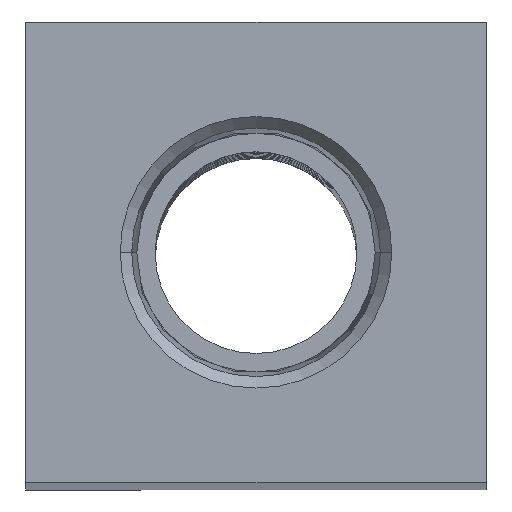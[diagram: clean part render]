
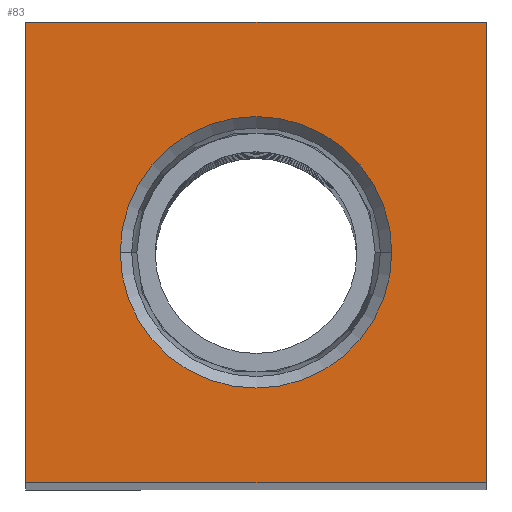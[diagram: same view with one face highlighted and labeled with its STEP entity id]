
A CAD part, top view. The second image highlights one B-rep face of the part: STEP entity #83.
In plain terms, the highlighted planar face has unit normal (0, 0, 1).
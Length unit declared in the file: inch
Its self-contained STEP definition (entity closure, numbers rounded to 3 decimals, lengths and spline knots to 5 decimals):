
#13 = DIRECTION ( 'NONE',  ( 0., -1., 0. ) ) ;
#19 = CARTESIAN_POINT ( 'NONE',  ( -0.5, -0.5, 4.625 ) ) ;
#83 = ADVANCED_FACE ( 'NONE', ( #381, #1979 ), #743, .T. ) ;
#189 = EDGE_CURVE ( 'NONE', #1815, #2517, #2266, .T. ) ;
#234 = DIRECTION ( 'NONE',  ( -1., 0., 0. ) ) ;
#264 = CARTESIAN_POINT ( 'NONE',  ( 0.5, 0.5, 4.625 ) ) ;
#381 = FACE_BOUND ( 'NONE', #773, .T. ) ;
#550 = EDGE_LOOP ( 'NONE', ( #1271, #1052, #1301, #1022 ) ) ;
#552 = VECTOR ( 'NONE', #234, 39.37008 ) ;
#567 = DIRECTION ( 'NONE',  ( 1., 0., 0. ) ) ;
#571 = EDGE_CURVE ( 'NONE', #1120, #754, #2236, .T. ) ;
#596 = CARTESIAN_POINT ( 'NONE',  ( 0.5, -0.5, 4.625 ) ) ;
#718 = VECTOR ( 'NONE', #13, 39.37008 ) ;
#730 = DIRECTION ( 'NONE',  ( 1., 0., 0. ) ) ;
#743 = PLANE ( 'NONE',  #2459 ) ;
#754 = VERTEX_POINT ( 'NONE', #1436 ) ;
#755 = CARTESIAN_POINT ( 'NONE',  ( 0., 0., 4.625 ) ) ;
#773 = EDGE_LOOP ( 'NONE', ( #1313, #1825 ) ) ;
#782 = DIRECTION ( 'NONE',  ( 0., 0., 1. ) ) ;
#822 = LINE ( 'NONE', #1657, #1911 ) ;
#858 = DIRECTION ( 'NONE',  ( 1., 0., 0. ) ) ;
#883 = DIRECTION ( 'NONE',  ( 0., 0., 1. ) ) ;
#1022 = ORIENTED_EDGE ( 'NONE', *, *, #189, .T. ) ;
#1052 = ORIENTED_EDGE ( 'NONE', *, *, #571, .T. ) ;
#1096 = CARTESIAN_POINT ( 'NONE',  ( -0.5, 0.5, 4.625 ) ) ;
#1110 = CARTESIAN_POINT ( 'NONE',  ( 0., 0., 4.625 ) ) ;
#1120 = VERTEX_POINT ( 'NONE', #2144 ) ;
#1198 = VERTEX_POINT ( 'NONE', #1899 ) ;
#1271 = ORIENTED_EDGE ( 'NONE', *, *, #1655, .T. ) ;
#1284 = EDGE_CURVE ( 'NONE', #754, #1815, #822, .T. ) ;
#1301 = ORIENTED_EDGE ( 'NONE', *, *, #1284, .T. ) ;
#1313 = ORIENTED_EDGE ( 'NONE', *, *, #1832, .F. ) ;
#1383 = CARTESIAN_POINT ( 'NONE',  ( -0.29487, 0., 4.625 ) ) ;
#1436 = CARTESIAN_POINT ( 'NONE',  ( 0.5, -0.5, 4.625 ) ) ;
#1652 = DIRECTION ( 'NONE',  ( 0., 1., 0. ) ) ;
#1655 = EDGE_CURVE ( 'NONE', #2517, #1120, #1810, .T. ) ;
#1657 = CARTESIAN_POINT ( 'NONE',  ( 0.5, -0.5, 4.625 ) ) ;
#1810 = LINE ( 'NONE', #19, #718 ) ;
#1815 = VERTEX_POINT ( 'NONE', #2722 ) ;
#1825 = ORIENTED_EDGE ( 'NONE', *, *, #2281, .F. ) ;
#1832 = EDGE_CURVE ( 'NONE', #1198, #2269, #2043, .T. ) ;
#1899 = CARTESIAN_POINT ( 'NONE',  ( 0.29487, 0., 4.625 ) ) ;
#1911 = VECTOR ( 'NONE', #1652, 39.37008 ) ;
#1979 = FACE_OUTER_BOUND ( 'NONE', #550, .T. ) ;
#2043 = CIRCLE ( 'NONE', #2296, 0.29487 ) ;
#2097 = CIRCLE ( 'NONE', #2597, 0.29487 ) ;
#2144 = CARTESIAN_POINT ( 'NONE',  ( -0.5, -0.5, 4.625 ) ) ;
#2179 = VECTOR ( 'NONE', #567, 39.37008 ) ;
#2236 = LINE ( 'NONE', #596, #2179 ) ;
#2266 = LINE ( 'NONE', #264, #552 ) ;
#2269 = VERTEX_POINT ( 'NONE', #1383 ) ;
#2281 = EDGE_CURVE ( 'NONE', #2269, #1198, #2097, .T. ) ;
#2296 = AXIS2_PLACEMENT_3D ( 'NONE', #2436, #2430, #2421 ) ;
#2421 = DIRECTION ( 'NONE',  ( 1., 0., 0. ) ) ;
#2430 = DIRECTION ( 'NONE',  ( 0., 0., 1. ) ) ;
#2436 = CARTESIAN_POINT ( 'NONE',  ( 0., 0., 4.625 ) ) ;
#2459 = AXIS2_PLACEMENT_3D ( 'NONE', #755, #782, #730 ) ;
#2517 = VERTEX_POINT ( 'NONE', #1096 ) ;
#2597 = AXIS2_PLACEMENT_3D ( 'NONE', #1110, #883, #858 ) ;
#2722 = CARTESIAN_POINT ( 'NONE',  ( 0.5, 0.5, 4.625 ) ) ;
